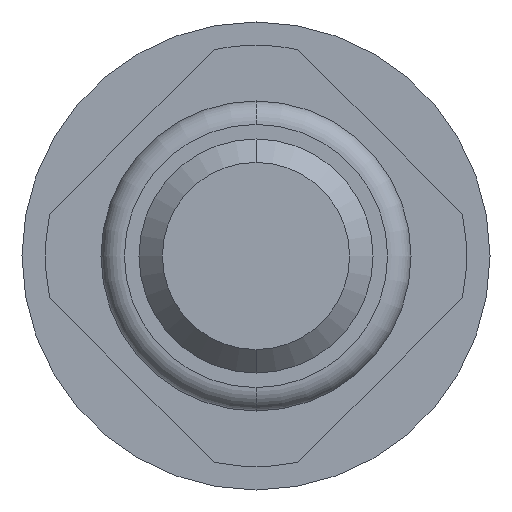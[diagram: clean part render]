
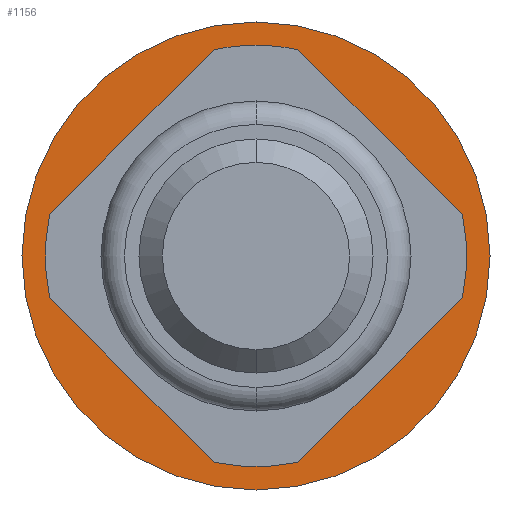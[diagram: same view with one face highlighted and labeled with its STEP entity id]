
A CAD part, front view. The second image highlights one B-rep face of the part: STEP entity #1156.
In plain terms, the highlighted planar face has unit normal (0, -1, 0).
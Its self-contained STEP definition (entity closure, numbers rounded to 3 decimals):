
#59 = CARTESIAN_POINT ( 'NONE',  ( 0., 5.3, 0. ) ) ;
#60 = CARTESIAN_POINT ( 'NONE',  ( 0., 5.3, 0. ) ) ;
#76 = DIRECTION ( 'NONE',  ( 0., 1., 0. ) ) ;
#145 = CARTESIAN_POINT ( 'NONE',  ( 0., 5.3, -2. ) ) ;
#208 = AXIS2_PLACEMENT_3D ( 'NONE', #60, #76, #435 ) ;
#326 = DIRECTION ( 'NONE',  ( 0., 0., 1. ) ) ;
#349 = CARTESIAN_POINT ( 'NONE',  ( 2., 5.3, 0. ) ) ;
#358 = AXIS2_PLACEMENT_3D ( 'NONE', #1132, #2857, #4293 ) ;
#418 = DIRECTION ( 'NONE',  ( 0., 1., 0. ) ) ;
#435 = DIRECTION ( 'NONE',  ( 0., 0., 1. ) ) ;
#569 = VERTEX_POINT ( 'NONE', #1599 ) ;
#575 = CIRCLE ( 'NONE', #3735, 0.9 ) ;
#710 = CARTESIAN_POINT ( 'NONE',  ( 0., 5.3, 2. ) ) ;
#723 = DIRECTION ( 'NONE',  ( 0., 1., 0. ) ) ;
#867 = EDGE_LOOP ( 'NONE', ( #3948, #2494 ) ) ;
#966 = CIRCLE ( 'NONE', #4378, 0.9 ) ;
#1017 = DIRECTION ( 'NONE',  ( 0., 0., 1. ) ) ;
#1068 = VERTEX_POINT ( 'NONE', #710 ) ;
#1070 = AXIS2_PLACEMENT_3D ( 'NONE', #349, #723, #1017 ) ;
#1132 = CARTESIAN_POINT ( 'NONE',  ( 0., 5.3, 0. ) ) ;
#1137 = FACE_BOUND ( 'NONE', #1889, .T. ) ;
#1156 = ADVANCED_FACE ( 'Defeature ausgef�hrt2_20', ( #3908, #1137 ), #2473, .F. ) ;
#1299 = VERTEX_POINT ( 'NONE', #145 ) ;
#1599 = CARTESIAN_POINT ( 'NONE',  ( 0., 5.3, 0.9 ) ) ;
#1613 = EDGE_CURVE ( 'Defeature ausgef�hrt2_20+Defeature ausgef�hrt2_19+Defeature ausgef�hrt2_19+Defeature ausgef�hrt2_19', #4251, #569, #966, .T. ) ;
#1795 = ORIENTED_EDGE ( 'NONE', *, *, #2205, .T. ) ;
#1889 = EDGE_LOOP ( 'NONE', ( #1795, #3233 ) ) ;
#1941 = CARTESIAN_POINT ( 'NONE',  ( 0., 5.3, -0.9 ) ) ;
#2026 = EDGE_CURVE ( 'Defeature ausgef�hrt2_21+Defeature ausgef�hrt2_20+Defeature ausgef�hrt2_20+Defeature ausgef�hrt2_20', #1068, #1299, #4481, .T. ) ;
#2205 = EDGE_CURVE ( 'Defeature ausgef�hrt2_20+Defeature ausgef�hrt2_19+Defeature ausgef�hrt2_19+Defeature ausgef�hrt2_19', #569, #4251, #575, .T. ) ;
#2473 = PLANE ( 'NONE',  #1070 ) ;
#2494 = ORIENTED_EDGE ( 'NONE', *, *, #2587, .F. ) ;
#2499 = CARTESIAN_POINT ( 'NONE',  ( 0., 5.3, 0. ) ) ;
#2587 = EDGE_CURVE ( 'Defeature ausgef�hrt2_21+Defeature ausgef�hrt2_20+Defeature ausgef�hrt2_20+Defeature ausgef�hrt2_20', #1299, #1068, #4675, .T. ) ;
#2857 = DIRECTION ( 'NONE',  ( 0., 1., 0. ) ) ;
#2959 = DIRECTION ( 'NONE',  ( 0., 0., 1. ) ) ;
#3233 = ORIENTED_EDGE ( 'NONE', *, *, #1613, .T. ) ;
#3735 = AXIS2_PLACEMENT_3D ( 'NONE', #2499, #3909, #326 ) ;
#3908 = FACE_OUTER_BOUND ( 'NONE', #867, .T. ) ;
#3909 = DIRECTION ( 'NONE',  ( 0., 1., 0. ) ) ;
#3948 = ORIENTED_EDGE ( 'NONE', *, *, #2026, .F. ) ;
#4251 = VERTEX_POINT ( 'NONE', #1941 ) ;
#4293 = DIRECTION ( 'NONE',  ( 0., 0., 1. ) ) ;
#4378 = AXIS2_PLACEMENT_3D ( 'NONE', #59, #418, #2959 ) ;
#4481 = CIRCLE ( 'NONE', #208, 2. ) ;
#4675 = CIRCLE ( 'NONE', #358, 2. ) ;
